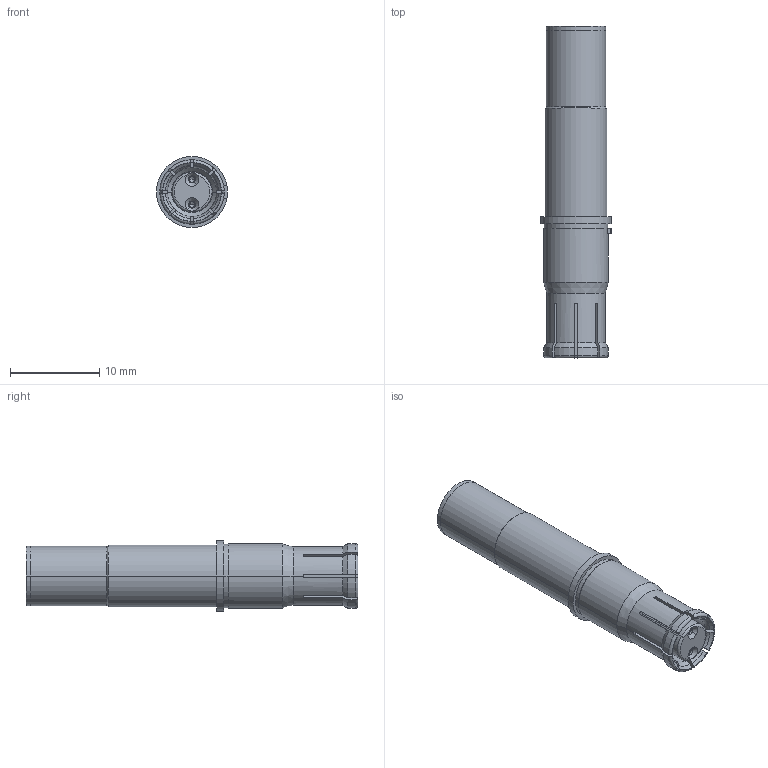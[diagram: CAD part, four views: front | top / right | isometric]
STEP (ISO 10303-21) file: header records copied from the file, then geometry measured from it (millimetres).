
FILE_DESCRIPTION((''),'2;1');
FILE_NAME('00170470902','2020-09-17T',('presta_be4'),(''),'CREO PARAMETRIC BY PTC INC, 2018360','CREO PARAMETRIC BY PTC INC, 2018360','');
FILE_SCHEMA(('CONFIG_CONTROL_DESIGN'));
Length unit declared in the file: millimetre
Products named in the file (1): 00170470902
Bounding box: 7.98 x 37.28 x 7.98 mm (x, y, z)
Volume: 1028 mm3; surface area: 2823.5 mm2
Topology: 1 solids, 1 shells, 289 faces, 768 edges, 486 vertices
Faces by surface type: plane 105, cylinder 104, cone 44, torus 36
Entity records: 9807 total; most frequent: CARTESIAN_POINT 2534, DIRECTION 1552, ORIENTED_EDGE 1520, EDGE_CURVE 760, AXIS2_PLACEMENT_3D 613, VERTEX_POINT 486, VECTOR 326, LINE 326
